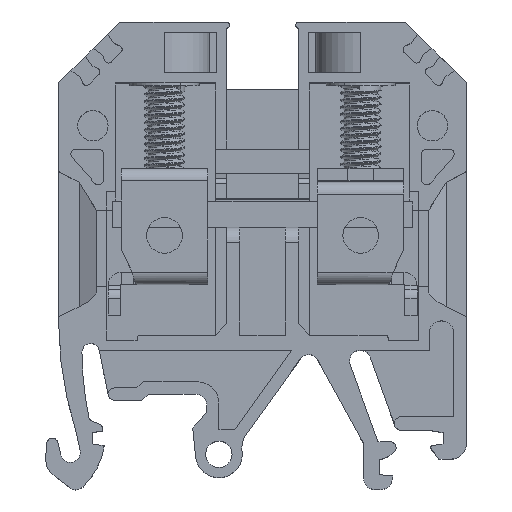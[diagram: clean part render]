
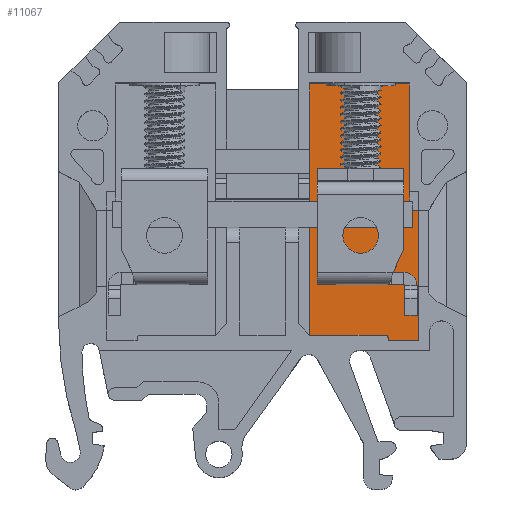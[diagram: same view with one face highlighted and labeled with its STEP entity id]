
A CAD part, top view. The second image highlights one B-rep face of the part: STEP entity #11067.
In plain terms, the highlighted planar face has unit normal (0, 0, 1).
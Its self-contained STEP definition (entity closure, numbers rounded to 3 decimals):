
#249 = LINE ( 'NONE', #8190, #13493 ) ;
#299 = VERTEX_POINT ( 'NONE', #11656 ) ;
#554 = EDGE_CURVE ( 'NONE', #299, #16715, #24160, .T. ) ;
#593 = EDGE_CURVE ( 'NONE', #24593, #3256, #23793, .T. ) ;
#674 = LINE ( 'NONE', #5510, #3399 ) ;
#1175 = DIRECTION ( 'NONE',  ( 0., 0., -1. ) ) ;
#1436 = CARTESIAN_POINT ( 'NONE',  ( 4.65, -24.198, -3.5 ) ) ;
#1506 = DIRECTION ( 'NONE',  ( -1., 0., 0. ) ) ;
#1521 = DIRECTION ( 'NONE',  ( 0., -1., 0. ) ) ;
#1602 = VECTOR ( 'NONE', #20784, 1000. ) ;
#2011 = LINE ( 'NONE', #26830, #1602 ) ;
#2105 = ORIENTED_EDGE ( 'NONE', *, *, #593, .T. ) ;
#2777 = DIRECTION ( 'NONE',  ( -1., 0., 0. ) ) ;
#3159 = CARTESIAN_POINT ( 'NONE',  ( 12.05, -24.198, -3.5 ) ) ;
#3256 = VERTEX_POINT ( 'NONE', #24020 ) ;
#3399 = VECTOR ( 'NONE', #30735, 1000. ) ;
#3817 = DIRECTION ( 'NONE',  ( -1., 0., 0. ) ) ;
#3874 = CARTESIAN_POINT ( 'NONE',  ( 12.35, -24.498, -3.5 ) ) ;
#4504 = ORIENTED_EDGE ( 'NONE', *, *, #31216, .T. ) ;
#4505 = CARTESIAN_POINT ( 'NONE',  ( 12.05, -24.198, -3.5 ) ) ;
#5510 = CARTESIAN_POINT ( 'NONE',  ( 14.45, -11.9, -3.5 ) ) ;
#6108 = EDGE_CURVE ( 'NONE', #21486, #24593, #249, .T. ) ;
#6111 = EDGE_LOOP ( 'NONE', ( #23679, #19046, #2105, #21794, #26291, #18754, #4504, #13003, #20346, #26767 ) ) ;
#6410 = PLANE ( 'NONE',  #20472 ) ;
#6521 = VERTEX_POINT ( 'NONE', #3159 ) ;
#6744 = LINE ( 'NONE', #16619, #30629 ) ;
#6784 = DIRECTION ( 'NONE',  ( -1., 0., 0. ) ) ;
#6972 = DIRECTION ( 'NONE',  ( 1., 0., 0. ) ) ;
#7064 = EDGE_CURVE ( 'NONE', #31803, #21356, #6744, .T. ) ;
#8097 = CARTESIAN_POINT ( 'NONE',  ( 12.35, -24.698, -3.5 ) ) ;
#8190 = CARTESIAN_POINT ( 'NONE',  ( 12.35, -24.698, -3.5 ) ) ;
#8515 = EDGE_CURVE ( 'NONE', #3256, #30227, #22230, .T. ) ;
#8693 = CARTESIAN_POINT ( 'NONE',  ( 14.95, -11.4, -3.5 ) ) ;
#9021 = EDGE_CURVE ( 'NONE', #30227, #299, #674, .T. ) ;
#9071 = LINE ( 'NONE', #4505, #31780 ) ;
#10563 = CARTESIAN_POINT ( 'NONE',  ( 14.45, 0.6, -3.5 ) ) ;
#11039 = DIRECTION ( 'NONE',  ( 0., 1., 0. ) ) ;
#11067 = ADVANCED_FACE ( 'NONE', ( #24633 ), #6410, .F. ) ;
#11307 = DIRECTION ( 'NONE',  ( 1., 0., 0. ) ) ;
#11344 = CARTESIAN_POINT ( 'NONE',  ( 4.65, -24.198, -3.5 ) ) ;
#11656 = CARTESIAN_POINT ( 'NONE',  ( 14.95, -11.9, -3.5 ) ) ;
#11772 = LINE ( 'NONE', #1436, #28238 ) ;
#13003 = ORIENTED_EDGE ( 'NONE', *, *, #7064, .T. ) ;
#13493 = VECTOR ( 'NONE', #1521, 1000. ) ;
#13826 = DIRECTION ( 'NONE',  ( 0., 0., -1. ) ) ;
#16102 = CARTESIAN_POINT ( 'NONE',  ( 12.05, -24.498, -3.5 ) ) ;
#16340 = VECTOR ( 'NONE', #11307, 1000. ) ;
#16619 = CARTESIAN_POINT ( 'NONE',  ( 4.65, 0.6, -3.5 ) ) ;
#16715 = VERTEX_POINT ( 'NONE', #23216 ) ;
#16937 = VERTEX_POINT ( 'NONE', #11344 ) ;
#17596 = CARTESIAN_POINT ( 'NONE',  ( 12.05, -24.498, -3.5 ) ) ;
#18268 = EDGE_CURVE ( 'NONE', #21356, #16937, #11772, .T. ) ;
#18754 = ORIENTED_EDGE ( 'NONE', *, *, #554, .T. ) ;
#18812 = AXIS2_PLACEMENT_3D ( 'NONE', #8693, #13826, #1506 ) ;
#19046 = ORIENTED_EDGE ( 'NONE', *, *, #6108, .T. ) ;
#20346 = ORIENTED_EDGE ( 'NONE', *, *, #18268, .T. ) ;
#20472 = AXIS2_PLACEMENT_3D ( 'NONE', #16102, #1175, #3817 ) ;
#20580 = CARTESIAN_POINT ( 'NONE',  ( 15.35, -11.9, -3.5 ) ) ;
#20784 = DIRECTION ( 'NONE',  ( 0., 1., 0. ) ) ;
#21270 = CARTESIAN_POINT ( 'NONE',  ( 15.35, -24.698, -3.5 ) ) ;
#21356 = VERTEX_POINT ( 'NONE', #25160 ) ;
#21486 = VERTEX_POINT ( 'NONE', #3874 ) ;
#21794 = ORIENTED_EDGE ( 'NONE', *, *, #8515, .T. ) ;
#22230 = LINE ( 'NONE', #23544, #28102 ) ;
#23216 = CARTESIAN_POINT ( 'NONE',  ( 14.45, -11.4, -3.5 ) ) ;
#23544 = CARTESIAN_POINT ( 'NONE',  ( 15.35, -19.9, -3.5 ) ) ;
#23581 = AXIS2_PLACEMENT_3D ( 'NONE', #17596, #29740, #2777 ) ;
#23679 = ORIENTED_EDGE ( 'NONE', *, *, #31595, .T. ) ;
#23793 = LINE ( 'NONE', #21270, #16340 ) ;
#24020 = CARTESIAN_POINT ( 'NONE',  ( 15.35, -24.698, -3.5 ) ) ;
#24160 = CIRCLE ( 'NONE', #18812, 0.5 ) ;
#24593 = VERTEX_POINT ( 'NONE', #8097 ) ;
#24633 = FACE_OUTER_BOUND ( 'NONE', #6111, .T. ) ;
#24945 = EDGE_CURVE ( 'NONE', #16937, #6521, #9071, .T. ) ;
#25160 = CARTESIAN_POINT ( 'NONE',  ( 4.65, 0.6, -3.5 ) ) ;
#26291 = ORIENTED_EDGE ( 'NONE', *, *, #9021, .T. ) ;
#26554 = CIRCLE ( 'NONE', #23581, 0.3 ) ;
#26767 = ORIENTED_EDGE ( 'NONE', *, *, #24945, .T. ) ;
#26830 = CARTESIAN_POINT ( 'NONE',  ( 14.45, 0.6, -3.5 ) ) ;
#28102 = VECTOR ( 'NONE', #11039, 1000. ) ;
#28238 = VECTOR ( 'NONE', #31715, 1000. ) ;
#29740 = DIRECTION ( 'NONE',  ( 0., 0., -1. ) ) ;
#30227 = VERTEX_POINT ( 'NONE', #20580 ) ;
#30629 = VECTOR ( 'NONE', #6784, 1000. ) ;
#30735 = DIRECTION ( 'NONE',  ( -1., 0., 0. ) ) ;
#31216 = EDGE_CURVE ( 'NONE', #16715, #31803, #2011, .T. ) ;
#31595 = EDGE_CURVE ( 'NONE', #6521, #21486, #26554, .T. ) ;
#31715 = DIRECTION ( 'NONE',  ( 0., -1., 0. ) ) ;
#31780 = VECTOR ( 'NONE', #6972, 1000. ) ;
#31803 = VERTEX_POINT ( 'NONE', #10563 ) ;
